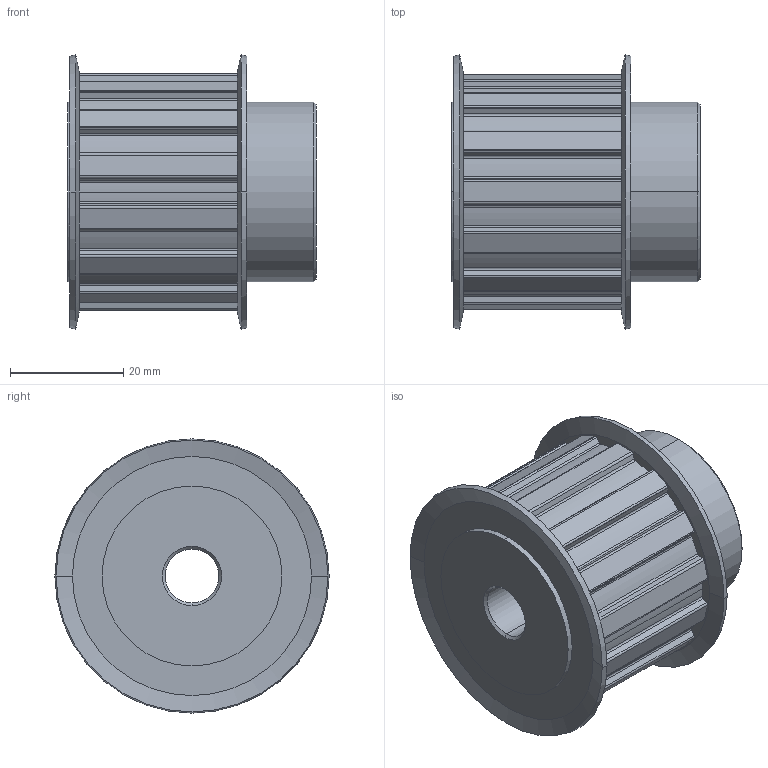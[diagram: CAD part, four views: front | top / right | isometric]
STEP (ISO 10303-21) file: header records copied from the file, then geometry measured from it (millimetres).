
FILE_DESCRIPTION (( 'STEP AP214' ), '1' );
FILE_NAME ('SPB14L100BF-375.STEP', '2019-05-20T13:14:31', ( '' ), ( '' ), 'SwSTEP 2.0', 'SolidWorks 2017', '' );
FILE_SCHEMA (( 'AUTOMOTIVE_DESIGN' ));
Length unit declared in the file: inch
Products named in the file (1): SPB14L100BF-375
Bounding box: 43.89 x 48.41 x 48.41 mm (x, y, z)
Volume: 47341.1 mm3; surface area: 11858.5 mm2
Topology: 1 solids, 1 shells, 155 faces, 433 edges, 284 vertices
Faces by surface type: cylinder 89, plane 48, cone 18
Entity records: 5099 total; most frequent: DIRECTION 945, CARTESIAN_POINT 873, ORIENTED_EDGE 866, EDGE_CURVE 433, AXIS2_PLACEMENT_3D 356, VERTEX_POINT 284, LINE 233, VECTOR 233
